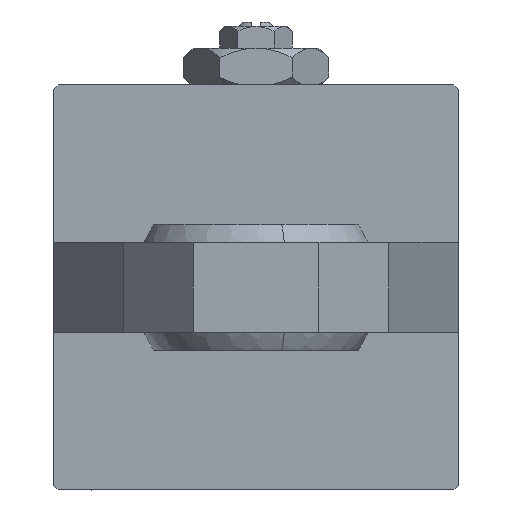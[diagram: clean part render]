
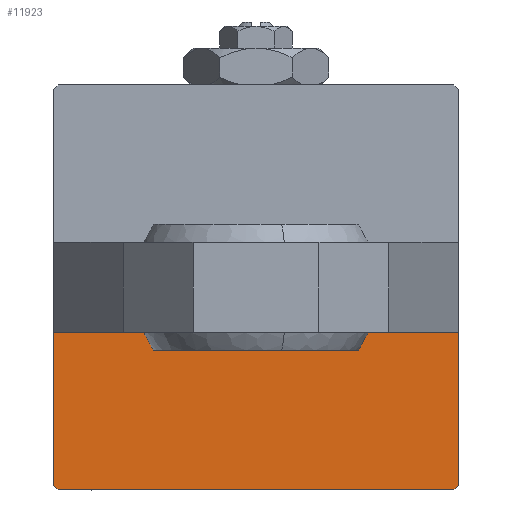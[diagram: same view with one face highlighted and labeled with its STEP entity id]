
A CAD part, left-side view. The second image highlights one B-rep face of the part: STEP entity #11923.
In plain terms, the highlighted planar face has unit normal (-1, 0, 0).
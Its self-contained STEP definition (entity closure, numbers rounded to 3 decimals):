
#1372 = LINE ( 'NONE', #37786, #39705 ) ;
#6036 = EDGE_CURVE ( 'NONE', #46469, #26892, #27100, .T. ) ;
#6413 = DIRECTION ( 'NONE',  ( 0., 0.707, 0.707 ) ) ;
#9304 = EDGE_CURVE ( 'NONE', #46469, #51518, #9324, .T. ) ;
#9324 = LINE ( 'NONE', #25420, #41356 ) ;
#10239 = CARTESIAN_POINT ( 'NONE',  ( 0., -5., -22.5 ) ) ;
#10322 = VERTEX_POINT ( 'NONE', #46873 ) ;
#10627 = VERTEX_POINT ( 'NONE', #14856 ) ;
#10846 = VECTOR ( 'NONE', #29563, 1000. ) ;
#11923 = ADVANCED_FACE ( 'NONE', ( #51831 ), #19351, .T. ) ;
#13203 = LINE ( 'NONE', #41190, #10846 ) ;
#13252 = DIRECTION ( 'NONE',  ( 0., -1., 0. ) ) ;
#14856 = CARTESIAN_POINT ( 'NONE',  ( 0., -5., 22.5 ) ) ;
#15651 = DIRECTION ( 'NONE',  ( 0., 0., 1. ) ) ;
#19351 = PLANE ( 'NONE',  #30461 ) ;
#21867 = EDGE_CURVE ( 'NONE', #10627, #43025, #51740, .T. ) ;
#23304 = CARTESIAN_POINT ( 'NONE',  ( 0., 0., 0. ) ) ;
#23382 = CARTESIAN_POINT ( 'NONE',  ( 0., -22.5, 22.5 ) ) ;
#25420 = CARTESIAN_POINT ( 'NONE',  ( 0., -22.25, 22.25 ) ) ;
#26892 = VERTEX_POINT ( 'NONE', #52200 ) ;
#27100 = LINE ( 'NONE', #23382, #35327 ) ;
#27963 = DIRECTION ( 'NONE',  ( 0., 0., -1. ) ) ;
#28044 = EDGE_LOOP ( 'NONE', ( #44816, #45447, #34720, #28870, #43843, #31548 ) ) ;
#28870 = ORIENTED_EDGE ( 'NONE', *, *, #37056, .T. ) ;
#29563 = DIRECTION ( 'NONE',  ( 0., -1., 0. ) ) ;
#29745 = LINE ( 'NONE', #40851, #48754 ) ;
#30461 = AXIS2_PLACEMENT_3D ( 'NONE', #23304, #38910, #15651 ) ;
#31548 = ORIENTED_EDGE ( 'NONE', *, *, #9304, .T. ) ;
#31826 = DIRECTION ( 'NONE',  ( 0., 0., -1. ) ) ;
#34720 = ORIENTED_EDGE ( 'NONE', *, *, #46937, .T. ) ;
#35327 = VECTOR ( 'NONE', #31826, 1000. ) ;
#35843 = CARTESIAN_POINT ( 'NONE',  ( 0., -22., 22.5 ) ) ;
#37056 = EDGE_CURVE ( 'NONE', #10322, #26892, #29745, .T. ) ;
#37786 = CARTESIAN_POINT ( 'NONE',  ( 0., 22.5, -22.5 ) ) ;
#38910 = DIRECTION ( 'NONE',  ( -1., 0., 0. ) ) ;
#39705 = VECTOR ( 'NONE', #13252, 1000. ) ;
#40851 = CARTESIAN_POINT ( 'NONE',  ( 0., -22.25, -22.25 ) ) ;
#41190 = CARTESIAN_POINT ( 'NONE',  ( 0., 22.5, 22.5 ) ) ;
#41356 = VECTOR ( 'NONE', #6413, 1000. ) ;
#41799 = EDGE_CURVE ( 'NONE', #10627, #51518, #13203, .T. ) ;
#43025 = VERTEX_POINT ( 'NONE', #10239 ) ;
#43843 = ORIENTED_EDGE ( 'NONE', *, *, #6036, .F. ) ;
#44816 = ORIENTED_EDGE ( 'NONE', *, *, #41799, .F. ) ;
#45447 = ORIENTED_EDGE ( 'NONE', *, *, #21867, .T. ) ;
#45571 = DIRECTION ( 'NONE',  ( 0., -0.707, 0.707 ) ) ;
#46469 = VERTEX_POINT ( 'NONE', #52017 ) ;
#46873 = CARTESIAN_POINT ( 'NONE',  ( 0., -22., -22.5 ) ) ;
#46937 = EDGE_CURVE ( 'NONE', #43025, #10322, #1372, .T. ) ;
#48022 = CARTESIAN_POINT ( 'NONE',  ( 0., -5., 22.5 ) ) ;
#48754 = VECTOR ( 'NONE', #45571, 1000. ) ;
#49182 = VECTOR ( 'NONE', #27963, 1000. ) ;
#51518 = VERTEX_POINT ( 'NONE', #35843 ) ;
#51740 = LINE ( 'NONE', #48022, #49182 ) ;
#51831 = FACE_OUTER_BOUND ( 'NONE', #28044, .T. ) ;
#52017 = CARTESIAN_POINT ( 'NONE',  ( 0., -22.5, 22. ) ) ;
#52200 = CARTESIAN_POINT ( 'NONE',  ( 0., -22.5, -22. ) ) ;
